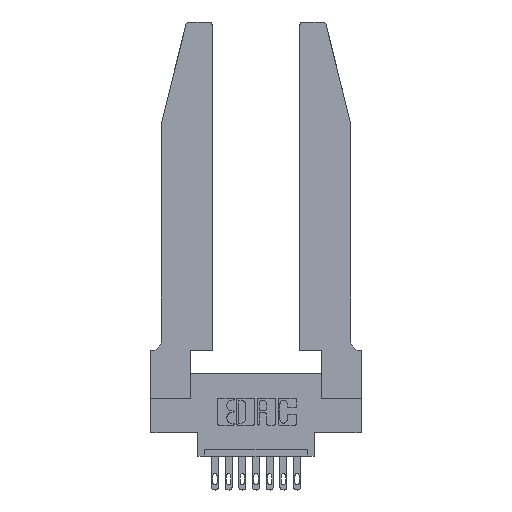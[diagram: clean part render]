
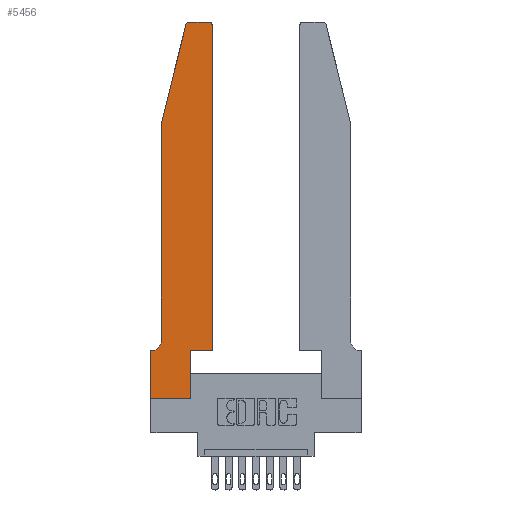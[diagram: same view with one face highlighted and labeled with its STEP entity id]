
A CAD part, top view. The second image highlights one B-rep face of the part: STEP entity #5456.
In plain terms, the highlighted planar face has unit normal (0, 0, 1).
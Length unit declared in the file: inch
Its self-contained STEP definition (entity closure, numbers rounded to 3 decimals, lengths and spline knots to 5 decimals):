
#76 = ORIENTED_EDGE ( 'NONE', *, *, #12000, .T. ) ;
#158 = AXIS2_PLACEMENT_3D ( 'NONE', #7790, #7936, #12410 ) ;
#255 = LINE ( 'NONE', #4843, #4564 ) ;
#331 = VECTOR ( 'NONE', #7802, 39.37008 ) ;
#336 = EDGE_CURVE ( 'NONE', #8678, #10809, #493, .T. ) ;
#493 = LINE ( 'NONE', #11346, #12652 ) ;
#979 = ORIENTED_EDGE ( 'NONE', *, *, #12147, .T. ) ;
#1035 = CARTESIAN_POINT ( 'NONE',  ( 0., 0.35, 0.37 ) ) ;
#1193 = EDGE_CURVE ( 'NONE', #3407, #11485, #9158, .T. ) ;
#1210 = LINE ( 'NONE', #7344, #3571 ) ;
#1487 = ORIENTED_EDGE ( 'NONE', *, *, #14130, .T. ) ;
#1551 = DIRECTION ( 'NONE',  ( -1., 0., 0. ) ) ;
#2156 = CARTESIAN_POINT ( 'NONE',  ( 0.2865, 0., 0.37 ) ) ;
#2287 = FACE_OUTER_BOUND ( 'NONE', #11618, .T. ) ;
#2445 = VECTOR ( 'NONE', #8376, 39.37008 ) ;
#2448 = EDGE_CURVE ( 'NONE', #13261, #7777, #3121, .T. ) ;
#2662 = DIRECTION ( 'NONE',  ( 0., -1., 0. ) ) ;
#2670 = CARTESIAN_POINT ( 'NONE',  ( 0., 0., 0.37 ) ) ;
#2732 = DIRECTION ( 'NONE',  ( 0., -1., 0. ) ) ;
#2851 = CARTESIAN_POINT ( 'NONE',  ( 0.4505, 2.72, 0.37 ) ) ;
#3121 = LINE ( 'NONE', #10667, #14195 ) ;
#3175 = CARTESIAN_POINT ( 'NONE',  ( 0.284, 2.72, 0.37 ) ) ;
#3407 = VERTEX_POINT ( 'NONE', #3903 ) ;
#3446 = ORIENTED_EDGE ( 'NONE', *, *, #4194, .T. ) ;
#3526 = CIRCLE ( 'NONE', #158, 0.03 ) ;
#3571 = VECTOR ( 'NONE', #2732, 39.37008 ) ;
#3798 = CARTESIAN_POINT ( 'NONE',  ( 0.4505, 0.35, 0.37 ) ) ;
#3864 = DIRECTION ( 'NONE',  ( 1., 0., 0. ) ) ;
#3903 = CARTESIAN_POINT ( 'NONE',  ( 0.2865, 0.35, 0.37 ) ) ;
#4029 = DIRECTION ( 'NONE',  ( 0., 0., -1. ) ) ;
#4062 = CARTESIAN_POINT ( 'NONE',  ( 0.4205, 2.75, 0.37 ) ) ;
#4132 = DIRECTION ( 'NONE',  ( 0., 0., 1. ) ) ;
#4194 = EDGE_CURVE ( 'NONE', #5638, #4578, #12823, .T. ) ;
#4327 = ORIENTED_EDGE ( 'NONE', *, *, #14783, .T. ) ;
#4475 = CARTESIAN_POINT ( 'NONE',  ( 0.284, 2.75, 0.37 ) ) ;
#4564 = VECTOR ( 'NONE', #8281, 39.37008 ) ;
#4578 = VERTEX_POINT ( 'NONE', #1035 ) ;
#4679 = VERTEX_POINT ( 'NONE', #13819 ) ;
#4843 = CARTESIAN_POINT ( 'NONE',  ( 0.4505, 0.35, 0.37 ) ) ;
#5015 = CARTESIAN_POINT ( 'NONE',  ( 0.0755, 2., 0.37 ) ) ;
#5314 = DIRECTION ( 'NONE',  ( -1., 0., 0. ) ) ;
#5456 = ADVANCED_FACE ( 'NONE', ( #2287 ), #14706, .T. ) ;
#5490 = ORIENTED_EDGE ( 'NONE', *, *, #2448, .T. ) ;
#5638 = VERTEX_POINT ( 'NONE', #7134 ) ;
#6218 = ORIENTED_EDGE ( 'NONE', *, *, #10507, .T. ) ;
#6405 = VECTOR ( 'NONE', #2662, 39.37008 ) ;
#6516 = EDGE_CURVE ( 'NONE', #7777, #8678, #12827, .T. ) ;
#6634 = EDGE_CURVE ( 'NONE', #7910, #13261, #3526, .T. ) ;
#6684 = DIRECTION ( 'NONE',  ( -0.239, -0.971, 0. ) ) ;
#7125 = ORIENTED_EDGE ( 'NONE', *, *, #336, .T. ) ;
#7134 = CARTESIAN_POINT ( 'NONE',  ( 0.0055, 0.35, 0.37 ) ) ;
#7279 = LINE ( 'NONE', #8542, #14199 ) ;
#7344 = CARTESIAN_POINT ( 'NONE',  ( 0., 0., 0.37 ) ) ;
#7367 = DIRECTION ( 'NONE',  ( 0., 0., 1. ) ) ;
#7709 = CIRCLE ( 'NONE', #9992, 0.07 ) ;
#7777 = VERTEX_POINT ( 'NONE', #4475 ) ;
#7790 = CARTESIAN_POINT ( 'NONE',  ( 0.4205, 2.72, 0.37 ) ) ;
#7802 = DIRECTION ( 'NONE',  ( 0., 1., 0. ) ) ;
#7854 = CARTESIAN_POINT ( 'NONE',  ( 0.2865, 0.35, 0.37 ) ) ;
#7910 = VERTEX_POINT ( 'NONE', #2851 ) ;
#7936 = DIRECTION ( 'NONE',  ( 0., 0., 1. ) ) ;
#8159 = CARTESIAN_POINT ( 'NONE',  ( 0.4505, 0.35, 0.37 ) ) ;
#8174 = DIRECTION ( 'NONE',  ( 1., 0., 0. ) ) ;
#8281 = DIRECTION ( 'NONE',  ( 0., 1., 0. ) ) ;
#8368 = VERTEX_POINT ( 'NONE', #2156 ) ;
#8376 = DIRECTION ( 'NONE',  ( -1., 0., 0. ) ) ;
#8542 = CARTESIAN_POINT ( 'NONE',  ( 0., 0., 0.37 ) ) ;
#8566 = CARTESIAN_POINT ( 'NONE',  ( 0.0755, 0.35, 0.37 ) ) ;
#8631 = DIRECTION ( 'NONE',  ( 1., 0., 0. ) ) ;
#8678 = VERTEX_POINT ( 'NONE', #11921 ) ;
#8845 = VERTEX_POINT ( 'NONE', #2670 ) ;
#8903 = AXIS2_PLACEMENT_3D ( 'NONE', #13996, #7367, #3864 ) ;
#8950 = ORIENTED_EDGE ( 'NONE', *, *, #6634, .T. ) ;
#9158 = LINE ( 'NONE', #3798, #11343 ) ;
#9992 = AXIS2_PLACEMENT_3D ( 'NONE', #14361, #4029, #5314 ) ;
#10507 = EDGE_CURVE ( 'NONE', #10809, #4679, #14234, .T. ) ;
#10658 = EDGE_CURVE ( 'NONE', #4679, #5638, #7709, .T. ) ;
#10667 = CARTESIAN_POINT ( 'NONE',  ( 0.2605, 2.75, 0.37 ) ) ;
#10809 = VERTEX_POINT ( 'NONE', #13179 ) ;
#11343 = VECTOR ( 'NONE', #8174, 39.37008 ) ;
#11346 = CARTESIAN_POINT ( 'NONE',  ( 0.0755, 2., 0.37 ) ) ;
#11485 = VERTEX_POINT ( 'NONE', #8159 ) ;
#11618 = EDGE_LOOP ( 'NONE', ( #5490, #13443, #7125, #6218, #13521, #3446, #76, #1487, #979, #12567, #4327, #8950 ) ) ;
#11921 = CARTESIAN_POINT ( 'NONE',  ( 0.25487, 2.72718, 0.37 ) ) ;
#12000 = EDGE_CURVE ( 'NONE', #4578, #8845, #1210, .T. ) ;
#12147 = EDGE_CURVE ( 'NONE', #8368, #3407, #12327, .T. ) ;
#12327 = LINE ( 'NONE', #7854, #331 ) ;
#12410 = DIRECTION ( 'NONE',  ( 1., 0., 0. ) ) ;
#12567 = ORIENTED_EDGE ( 'NONE', *, *, #1193, .T. ) ;
#12652 = VECTOR ( 'NONE', #6684, 39.37008 ) ;
#12823 = LINE ( 'NONE', #8566, #2445 ) ;
#12827 = CIRCLE ( 'NONE', #14433, 0.03 ) ;
#13179 = CARTESIAN_POINT ( 'NONE',  ( 0.0755, 2., 0.37 ) ) ;
#13261 = VERTEX_POINT ( 'NONE', #4062 ) ;
#13443 = ORIENTED_EDGE ( 'NONE', *, *, #6516, .T. ) ;
#13521 = ORIENTED_EDGE ( 'NONE', *, *, #10658, .T. ) ;
#13819 = CARTESIAN_POINT ( 'NONE',  ( 0.0755, 0.42, 0.37 ) ) ;
#13996 = CARTESIAN_POINT ( 'NONE',  ( 0., 0.35, 0.37 ) ) ;
#14130 = EDGE_CURVE ( 'NONE', #8845, #8368, #7279, .T. ) ;
#14195 = VECTOR ( 'NONE', #1551, 39.37008 ) ;
#14199 = VECTOR ( 'NONE', #8631, 39.37008 ) ;
#14234 = LINE ( 'NONE', #5015, #6405 ) ;
#14361 = CARTESIAN_POINT ( 'NONE',  ( 0.0055, 0.42, 0.37 ) ) ;
#14433 = AXIS2_PLACEMENT_3D ( 'NONE', #3175, #4132, #14457 ) ;
#14457 = DIRECTION ( 'NONE',  ( 1., 0., 0. ) ) ;
#14706 = PLANE ( 'NONE',  #8903 ) ;
#14783 = EDGE_CURVE ( 'NONE', #11485, #7910, #255, .T. ) ;
